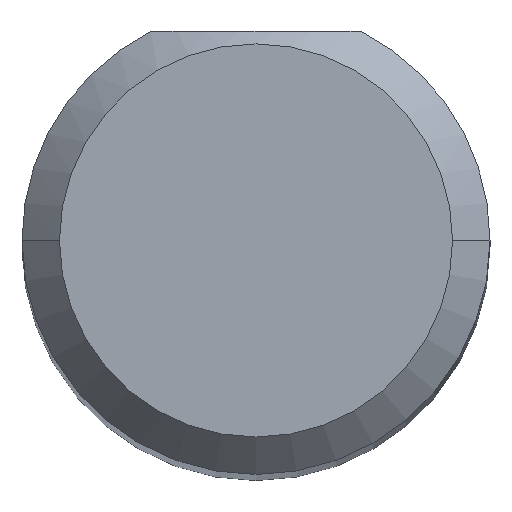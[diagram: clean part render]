
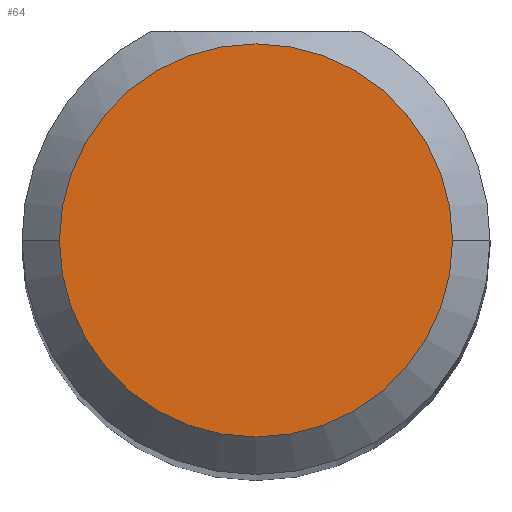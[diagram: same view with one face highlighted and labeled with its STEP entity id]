
A CAD part, top view. The second image highlights one B-rep face of the part: STEP entity #64.
In plain terms, the highlighted planar face has unit normal (0, 0, 1).
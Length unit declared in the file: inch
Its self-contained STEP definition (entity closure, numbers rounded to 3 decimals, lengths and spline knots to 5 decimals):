
#5 = AXIS2_PLACEMENT_3D ( 'NONE', #343, #75, #156 ) ;
#57 = VERTEX_POINT ( 'NONE', #427 ) ;
#64 = ADVANCED_FACE ( 'NONE', ( #165 ), #160, .T. ) ;
#75 = DIRECTION ( 'NONE',  ( 0., 0., 1. ) ) ;
#98 = VERTEX_POINT ( 'NONE', #459 ) ;
#111 = DIRECTION ( 'NONE',  ( 0., 0., -1. ) ) ;
#122 = CARTESIAN_POINT ( 'NONE',  ( 0.375, 0., 2. ) ) ;
#156 = DIRECTION ( 'NONE',  ( -1., 0., 0. ) ) ;
#160 = PLANE ( 'NONE',  #5 ) ;
#165 = FACE_OUTER_BOUND ( 'NONE', #335, .T. ) ;
#179 = DIRECTION ( 'NONE',  ( 0., 0., -1. ) ) ;
#268 = AXIS2_PLACEMENT_3D ( 'NONE', #521, #179, #404 ) ;
#274 = ORIENTED_EDGE ( 'NONE', *, *, #505, .F. ) ;
#275 = EDGE_CURVE ( 'NONE', #98, #57, #382, .T. ) ;
#280 = CIRCLE ( 'NONE', #325, 0.07875 ) ;
#294 = DIRECTION ( 'NONE',  ( -1., 0., 0. ) ) ;
#325 = AXIS2_PLACEMENT_3D ( 'NONE', #122, #111, #294 ) ;
#335 = EDGE_LOOP ( 'NONE', ( #274, #445 ) ) ;
#343 = CARTESIAN_POINT ( 'NONE',  ( 0.375, 0., 2. ) ) ;
#382 = CIRCLE ( 'NONE', #268, 0.07875 ) ;
#404 = DIRECTION ( 'NONE',  ( -1., 0., 0. ) ) ;
#427 = CARTESIAN_POINT ( 'NONE',  ( 0.45375, 0., 2. ) ) ;
#445 = ORIENTED_EDGE ( 'NONE', *, *, #275, .F. ) ;
#459 = CARTESIAN_POINT ( 'NONE',  ( 0.29625, 0., 2. ) ) ;
#505 = EDGE_CURVE ( 'NONE', #57, #98, #280, .T. ) ;
#521 = CARTESIAN_POINT ( 'NONE',  ( 0.375, 0., 2. ) ) ;
